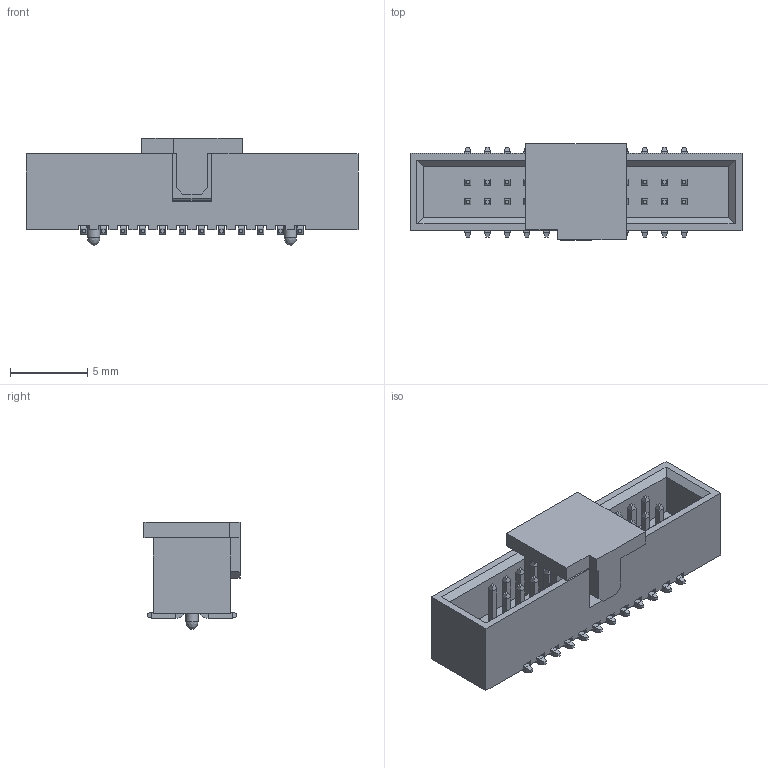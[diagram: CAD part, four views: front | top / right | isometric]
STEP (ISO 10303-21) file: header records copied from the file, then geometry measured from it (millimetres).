
FILE_DESCRIPTION( ('This file contains a STEP AP42 implementation' ,'as created by ZW3D STEP Interface translator.') ,'2;1' );
FILE_NAME( '3130-XXMXXBK00X2.stp' ,'231116. 82848', (''), ('ZWCAD Software Co.'), 'Version 1.0', 'ZW3D to STEP translator', '' );
FILE_SCHEMA(('AUTOMOTIVE_DESIGN { 1 0 10303 214 1 1 1 1 }'));
Length unit declared in the file: millimetre
Products named in the file (1): 0
Bounding box: 21.44 x 6.2 x 6.93 mm (x, y, z)
Volume: 399.3 mm3; surface area: 1085.6 mm2
Topology: 2 solids, 2 shells, 862 faces, 1918 edges, 1082 vertices
Faces by surface type: plane 800, cylinder 60, bspline 2
Full cylindrical faces by diameter (mm): 0.8 x2
Entity records: 23778 total; most frequent: CARTESIAN_POINT 4489, ORIENTED_EDGE 3832, DIRECTION 3576, EDGE_CURVE 1916, VECTOR 1594, LINE 1594, VERTEX_POINT 1082, AXIS2_PLACEMENT_3D 991
